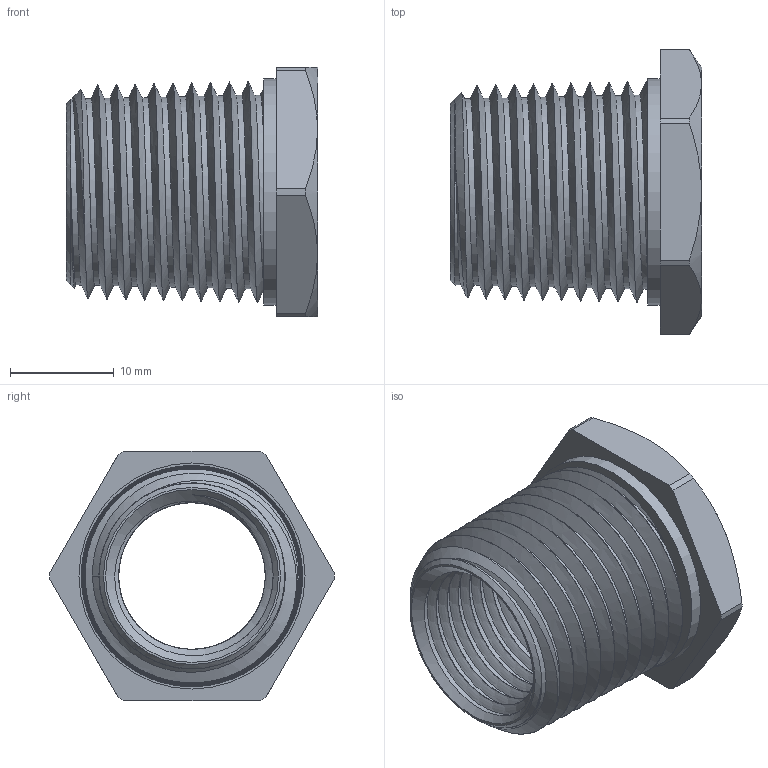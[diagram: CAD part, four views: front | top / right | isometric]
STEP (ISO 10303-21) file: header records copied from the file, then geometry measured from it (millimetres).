
FILE_DESCRIPTION(/* description */ ('Adapter Metall Ex NPT 1/2" / M16x1,5'),/* implementation_level */ '2;1');
FILE_NAME(/* name */ 'RX740194-RST.stp',/* time_stamp */ '2021-09-06T11:50:46+02:00',/* author */ ('sl'),/* organization */ (''),/* preprocessor_version */ 'ST-DEVELOPER v16.5',/* originating_system */ 'Autodesk Inventor 2017',/* authorisation */ '');
FILE_SCHEMA (('AUTOMOTIVE_DESIGN { 1 0 10303 214 3 1 1 }'));
Length unit declared in the file: millimetre
Products named in the file (1): RX740194
Bounding box: 24.2 x 27.38 x 24 mm (x, y, z)
Volume: 3517.6 mm3; surface area: 6181.4 mm2
Topology: 1 solids, 1 shells, 38 faces, 96 edges, 62 vertices
Faces by surface type: cone 12, plane 11, cylinder 9, bspline 6
Full cylindrical faces by diameter (mm): 21.78 x1
Entity records: 7265 total; most frequent: CARTESIAN_POINT 6461, ORIENTED_EDGE 166, DIRECTION 145, EDGE_CURVE 83, AXIS2_PLACEMENT_3D 62, VERTEX_POINT 55, EDGE_LOOP 44, FACE_OUTER_BOUND 36
